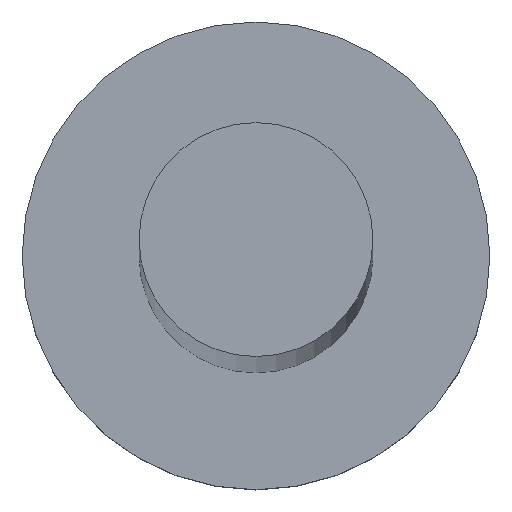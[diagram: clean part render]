
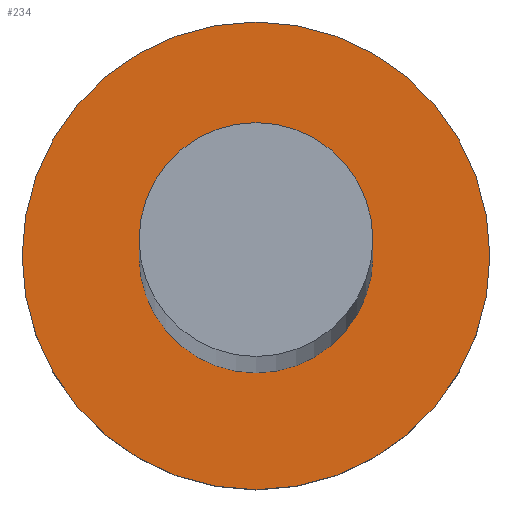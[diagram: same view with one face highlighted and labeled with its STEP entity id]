
A CAD part, top view. The second image highlights one B-rep face of the part: STEP entity #234.
In plain terms, the highlighted planar face has unit normal (0, 0, 1).
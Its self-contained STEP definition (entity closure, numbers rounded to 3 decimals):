
#2 = CIRCLE ( 'NONE', #204, 5. ) ;
#14 = CARTESIAN_POINT ( 'NONE',  ( 5., 0., 3. ) ) ;
#30 = DIRECTION ( 'NONE',  ( 0., 0., 1. ) ) ;
#41 = EDGE_CURVE ( 'NONE', #67, #165, #222, .T. ) ;
#46 = EDGE_LOOP ( 'NONE', ( #112, #126 ) ) ;
#56 = CARTESIAN_POINT ( 'NONE',  ( -2.5, 0., 3. ) ) ;
#58 = AXIS2_PLACEMENT_3D ( 'NONE', #231, #143, #198 ) ;
#67 = VERTEX_POINT ( 'NONE', #158 ) ;
#78 = AXIS2_PLACEMENT_3D ( 'NONE', #192, #195, #244 ) ;
#89 = ORIENTED_EDGE ( 'NONE', *, *, #242, .F. ) ;
#95 = ORIENTED_EDGE ( 'NONE', *, *, #167, .F. ) ;
#100 = EDGE_CURVE ( 'NONE', #165, #67, #2, .T. ) ;
#102 = CARTESIAN_POINT ( 'NONE',  ( 0., 0., 3. ) ) ;
#111 = CIRCLE ( 'NONE', #78, 2.5 ) ;
#112 = ORIENTED_EDGE ( 'NONE', *, *, #41, .T. ) ;
#126 = ORIENTED_EDGE ( 'NONE', *, *, #100, .T. ) ;
#132 = CIRCLE ( 'NONE', #58, 2.5 ) ;
#136 = DIRECTION ( 'NONE',  ( 0., 0., 1. ) ) ;
#140 = VERTEX_POINT ( 'NONE', #56 ) ;
#141 = DIRECTION ( 'NONE',  ( 1., 0., 0. ) ) ;
#142 = VERTEX_POINT ( 'NONE', #250 ) ;
#143 = DIRECTION ( 'NONE',  ( 0., 0., 1. ) ) ;
#158 = CARTESIAN_POINT ( 'NONE',  ( -5., 0., 3. ) ) ;
#161 = DIRECTION ( 'NONE',  ( 1., 0., 0. ) ) ;
#164 = CARTESIAN_POINT ( 'NONE',  ( 0., 0., 3. ) ) ;
#165 = VERTEX_POINT ( 'NONE', #14 ) ;
#167 = EDGE_CURVE ( 'NONE', #142, #140, #111, .T. ) ;
#177 = FACE_OUTER_BOUND ( 'NONE', #46, .T. ) ;
#192 = CARTESIAN_POINT ( 'NONE',  ( 0., 0., 3. ) ) ;
#194 = DIRECTION ( 'NONE',  ( 1., 0., 0. ) ) ;
#195 = DIRECTION ( 'NONE',  ( 0., 0., 1. ) ) ;
#197 = EDGE_LOOP ( 'NONE', ( #89, #95 ) ) ;
#198 = DIRECTION ( 'NONE',  ( 1., 0., 0. ) ) ;
#204 = AXIS2_PLACEMENT_3D ( 'NONE', #164, #218, #141 ) ;
#215 = FACE_BOUND ( 'NONE', #197, .T. ) ;
#218 = DIRECTION ( 'NONE',  ( 0., 0., 1. ) ) ;
#222 = CIRCLE ( 'NONE', #238, 5. ) ;
#224 = CARTESIAN_POINT ( 'NONE',  ( 0., 0., 3. ) ) ;
#231 = CARTESIAN_POINT ( 'NONE',  ( 0., 0., 3. ) ) ;
#234 = ADVANCED_FACE ( 'NONE', ( #215, #177 ), #248, .T. ) ;
#237 = AXIS2_PLACEMENT_3D ( 'NONE', #102, #30, #161 ) ;
#238 = AXIS2_PLACEMENT_3D ( 'NONE', #224, #136, #194 ) ;
#242 = EDGE_CURVE ( 'NONE', #140, #142, #132, .T. ) ;
#244 = DIRECTION ( 'NONE',  ( 1., 0., 0. ) ) ;
#248 = PLANE ( 'NONE',  #237 ) ;
#250 = CARTESIAN_POINT ( 'NONE',  ( 2.5, 0., 3. ) ) ;
